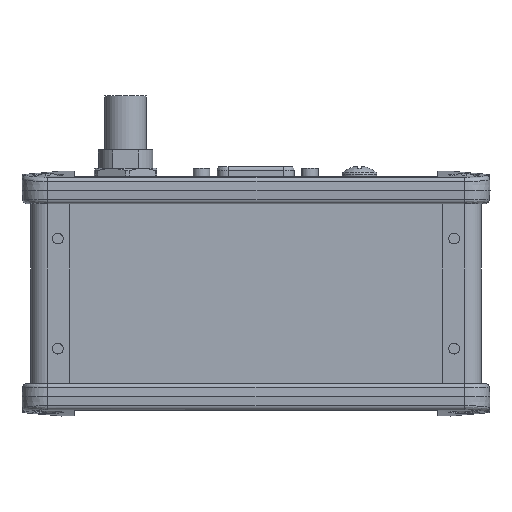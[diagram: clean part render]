
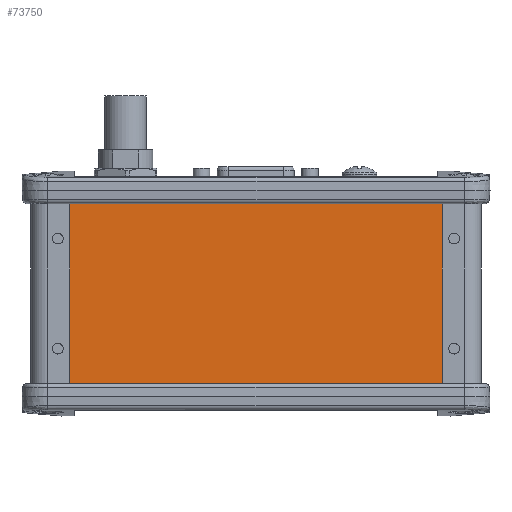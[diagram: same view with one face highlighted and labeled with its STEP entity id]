
A CAD part, front view. The second image highlights one B-rep face of the part: STEP entity #73750.
In plain terms, the highlighted planar face has unit normal (0, -1, 0).
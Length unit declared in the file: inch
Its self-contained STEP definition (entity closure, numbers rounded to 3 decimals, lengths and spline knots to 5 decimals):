
#2524 = LINE ( 'NONE', #42048, #14124 ) ;
#2795 = ORIENTED_EDGE ( 'NONE', *, *, #25770, .F. ) ;
#8416 = VECTOR ( 'NONE', #28881, 39.37008 ) ;
#8734 = CARTESIAN_POINT ( 'NONE',  ( -1.69291, -1.0455, 6.29921 ) ) ;
#9130 = EDGE_CURVE ( 'NONE', #17253, #10100, #63295, .T. ) ;
#9565 = PLANE ( 'NONE',  #72307 ) ;
#10100 = VERTEX_POINT ( 'NONE', #17240 ) ;
#11705 = VECTOR ( 'NONE', #54524, 39.37008 ) ;
#14124 = VECTOR ( 'NONE', #65500, 39.37008 ) ;
#17240 = CARTESIAN_POINT ( 'NONE',  ( -1.69291, -1.0455, 4.449 ) ) ;
#17253 = VERTEX_POINT ( 'NONE', #8734 ) ;
#20575 = FACE_OUTER_BOUND ( 'NONE', #43808, .T. ) ;
#25190 = EDGE_CURVE ( 'NONE', #10100, #53882, #68130, .T. ) ;
#25716 = LINE ( 'NONE', #64034, #8416 ) ;
#25770 = EDGE_CURVE ( 'NONE', #17253, #56618, #2524, .T. ) ;
#28348 = CARTESIAN_POINT ( 'NONE',  ( 1.69291, -1.0455, 4.449 ) ) ;
#28881 = DIRECTION ( 'NONE',  ( 0., 0., 1. ) ) ;
#32265 = VECTOR ( 'NONE', #60916, 39.37008 ) ;
#33384 = CARTESIAN_POINT ( 'NONE',  ( 1.69291, -1.0455, 6.29921 ) ) ;
#36870 = EDGE_CURVE ( 'NONE', #53882, #56618, #25716, .T. ) ;
#37160 = CARTESIAN_POINT ( 'NONE',  ( -1.69291, -1.0455, 0. ) ) ;
#41753 = ORIENTED_EDGE ( 'NONE', *, *, #36870, .T. ) ;
#42048 = CARTESIAN_POINT ( 'NONE',  ( 0., -1.0455, 6.29921 ) ) ;
#43808 = EDGE_LOOP ( 'NONE', ( #61701, #70087, #41753, #2795 ) ) ;
#50231 = DIRECTION ( 'NONE',  ( 0., 0., -1. ) ) ;
#53882 = VERTEX_POINT ( 'NONE', #28348 ) ;
#54524 = DIRECTION ( 'NONE',  ( 1., 0., 0. ) ) ;
#55244 = CARTESIAN_POINT ( 'NONE',  ( 1.69291, -1.0455, 4.449 ) ) ;
#55602 = CARTESIAN_POINT ( 'NONE',  ( 1.69291, -1.0455, 0. ) ) ;
#56618 = VERTEX_POINT ( 'NONE', #33384 ) ;
#60916 = DIRECTION ( 'NONE',  ( 0., 0., -1. ) ) ;
#61701 = ORIENTED_EDGE ( 'NONE', *, *, #9130, .T. ) ;
#63295 = LINE ( 'NONE', #37160, #32265 ) ;
#64034 = CARTESIAN_POINT ( 'NONE',  ( 1.69291, -1.0455, 0. ) ) ;
#65500 = DIRECTION ( 'NONE',  ( 1., 0., 0. ) ) ;
#67318 = DIRECTION ( 'NONE',  ( 0., -1., 0. ) ) ;
#68130 = LINE ( 'NONE', #55244, #11705 ) ;
#70087 = ORIENTED_EDGE ( 'NONE', *, *, #25190, .T. ) ;
#72307 = AXIS2_PLACEMENT_3D ( 'NONE', #55602, #67318, #50231 ) ;
#73750 = ADVANCED_FACE ( 'NONE', ( #20575 ), #9565, .T. ) ;
